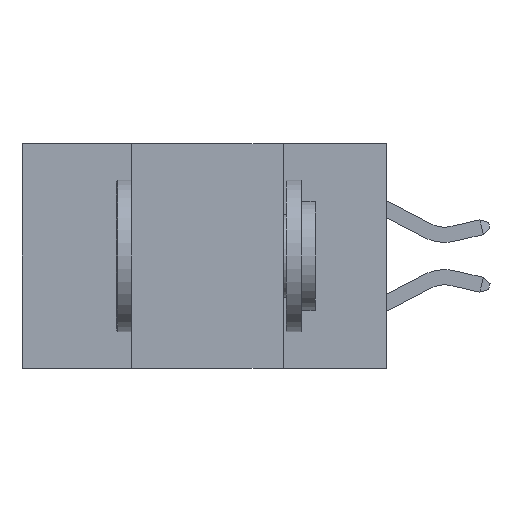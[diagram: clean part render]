
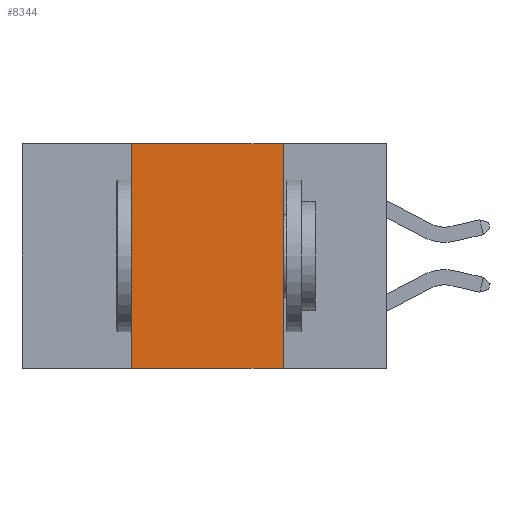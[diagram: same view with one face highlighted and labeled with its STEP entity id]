
A CAD part, left-side view. The second image highlights one B-rep face of the part: STEP entity #8344.
In plain terms, the highlighted planar face has unit normal (-1, 0, 0).
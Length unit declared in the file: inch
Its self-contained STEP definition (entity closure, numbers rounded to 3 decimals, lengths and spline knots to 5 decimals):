
#249 = VERTEX_POINT ( 'NONE', #8606 ) ;
#356 = CARTESIAN_POINT ( 'NONE',  ( 0., 0.17, 0. ) ) ;
#592 = ORIENTED_EDGE ( 'NONE', *, *, #4212, .T. ) ;
#696 = FACE_OUTER_BOUND ( 'NONE', #2311, .T. ) ;
#999 = CARTESIAN_POINT ( 'NONE',  ( 0., 0.6, 0. ) ) ;
#1258 = EDGE_CURVE ( 'NONE', #6372, #249, #1740, .T. ) ;
#1496 = CARTESIAN_POINT ( 'NONE',  ( 0., 0.6, 0. ) ) ;
#1732 = ORIENTED_EDGE ( 'NONE', *, *, #1258, .F. ) ;
#1740 = LINE ( 'NONE', #356, #9989 ) ;
#2154 = ORIENTED_EDGE ( 'NONE', *, *, #8880, .F. ) ;
#2222 = LINE ( 'NONE', #5229, #6828 ) ;
#2311 = EDGE_LOOP ( 'NONE', ( #1732, #2154, #3440, #592 ) ) ;
#2921 = AXIS2_PLACEMENT_3D ( 'NONE', #999, #7333, #4148 ) ;
#3440 = ORIENTED_EDGE ( 'NONE', *, *, #6154, .F. ) ;
#4041 = CARTESIAN_POINT ( 'NONE',  ( 0., 0.42, -0.37 ) ) ;
#4148 = DIRECTION ( 'NONE',  ( 0., 0., -1. ) ) ;
#4212 = EDGE_CURVE ( 'NONE', #9620, #249, #4421, .T. ) ;
#4421 = LINE ( 'NONE', #7184, #7291 ) ;
#4886 = VERTEX_POINT ( 'NONE', #7427 ) ;
#5229 = CARTESIAN_POINT ( 'NONE',  ( 0., 0.42, 0. ) ) ;
#5285 = VECTOR ( 'NONE', #5575, 39.37008 ) ;
#5575 = DIRECTION ( 'NONE',  ( 0., -1., 0. ) ) ;
#5695 = DIRECTION ( 'NONE',  ( 0., -1., 0. ) ) ;
#6154 = EDGE_CURVE ( 'NONE', #9620, #4886, #2222, .T. ) ;
#6365 = PLANE ( 'NONE',  #2921 ) ;
#6372 = VERTEX_POINT ( 'NONE', #9426 ) ;
#6828 = VECTOR ( 'NONE', #6847, 39.37008 ) ;
#6847 = DIRECTION ( 'NONE',  ( 0., 0., 1. ) ) ;
#7184 = CARTESIAN_POINT ( 'NONE',  ( 0., 0.6, -0.37 ) ) ;
#7291 = VECTOR ( 'NONE', #5695, 39.37008 ) ;
#7333 = DIRECTION ( 'NONE',  ( 1., 0., 0. ) ) ;
#7376 = LINE ( 'NONE', #1496, #5285 ) ;
#7427 = CARTESIAN_POINT ( 'NONE',  ( 0., 0.42, 0. ) ) ;
#8344 = ADVANCED_FACE ( 'NONE', ( #696 ), #6365, .F. ) ;
#8606 = CARTESIAN_POINT ( 'NONE',  ( 0., 0.17, -0.37 ) ) ;
#8880 = EDGE_CURVE ( 'NONE', #4886, #6372, #7376, .T. ) ;
#9426 = CARTESIAN_POINT ( 'NONE',  ( 0., 0.17, 0. ) ) ;
#9620 = VERTEX_POINT ( 'NONE', #4041 ) ;
#9870 = DIRECTION ( 'NONE',  ( 0., 0., -1. ) ) ;
#9989 = VECTOR ( 'NONE', #9870, 39.37008 ) ;
